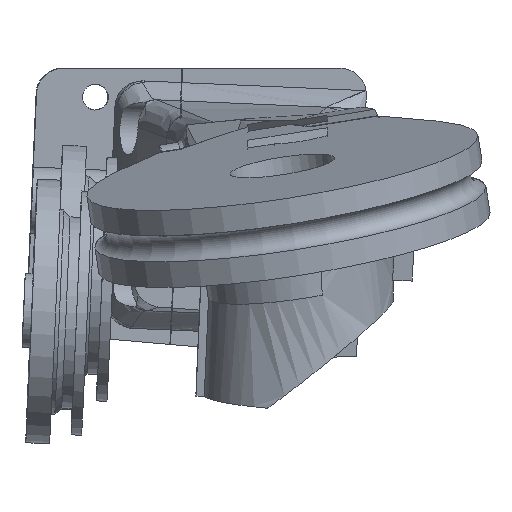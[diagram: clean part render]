
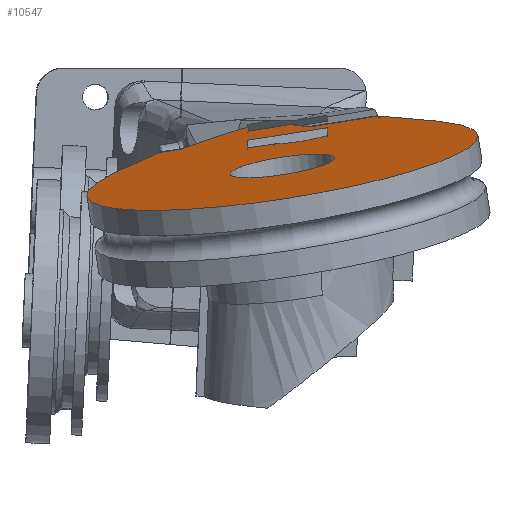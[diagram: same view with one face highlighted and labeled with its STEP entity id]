
A CAD part, left-side view. The second image highlights one B-rep face of the part: STEP entity #10547.
In plain terms, the highlighted face is planar.
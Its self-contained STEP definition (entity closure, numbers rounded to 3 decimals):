
#220=ELLIPSE('',#11377,3.311,3.202);
#294=FACE_BOUND('',#2147,.T.);
#295=FACE_BOUND('',#2148,.T.);
#537=B_SPLINE_CURVE_WITH_KNOTS('',3,(#19662,#19663,#19664,#19665,#19666,
#19667),.UNSPECIFIED.,.F.,.F.,(4,2,4),(0.,0.189,
0.422),.UNSPECIFIED.);
#538=B_SPLINE_CURVE_WITH_KNOTS('',3,(#19673,#19674,#19675,#19676,#19677,
#19678,#19679,#19680),.UNSPECIFIED.,.F.,.F.,(4,2,2,4),(0.,
0.35,0.609,0.808),.UNSPECIFIED.);
#539=B_SPLINE_CURVE_WITH_KNOTS('',3,(#19684,#19685,#19686,#19687),
 .UNSPECIFIED.,.F.,.F.,(4,4),(-1.651,0.),.UNSPECIFIED.);
#540=B_SPLINE_CURVE_WITH_KNOTS('',3,(#19691,#19692,#19693,#19694,#19695,
#19696,#19697,#19698,#19699,#19700,#19701),.UNSPECIFIED.,.F.,.F.,(4,1,1,
1,1,1,1,1,4),(0.,0.125,0.25,0.375,0.5,0.625,0.75,0.875,1.),
 .UNSPECIFIED.);
#881=CIRCLE('',#11376,15.);
#882=CIRCLE('',#11378,4.);
#1550=FACE_OUTER_BOUND('',#2146,.T.);
#2146=EDGE_LOOP('',(#7859,#7860,#7861,#7862,#7863,#7864,#7865,#7866,#7867));
#2147=EDGE_LOOP('',(#7868,#7869,#7870,#7871,#7872));
#2148=EDGE_LOOP('',(#7873));
#2885=LINE('',#19669,#3672);
#2886=LINE('',#19671,#3673);
#2887=LINE('',#19682,#3674);
#2888=LINE('',#19702,#3675);
#2889=LINE('',#19705,#3676);
#2890=LINE('',#19709,#3677);
#2891=LINE('',#19711,#3678);
#2892=LINE('',#19712,#3679);
#3672=VECTOR('',#12935,3.221);
#3673=VECTOR('',#12936,1.793);
#3674=VECTOR('',#12937,1.586);
#3675=VECTOR('',#12940,5.353);
#3676=VECTOR('',#12941,3.551);
#3677=VECTOR('',#12944,2.04);
#3678=VECTOR('',#12945,3.551);
#3679=VECTOR('',#12946,6.121);
#4543=VERTEX_POINT('',#19660);
#4544=VERTEX_POINT('',#19661);
#4545=VERTEX_POINT('',#19668);
#4546=VERTEX_POINT('',#19670);
#4547=VERTEX_POINT('',#19672);
#4548=VERTEX_POINT('',#19681);
#4549=VERTEX_POINT('',#19683);
#4550=VERTEX_POINT('',#19688);
#4551=VERTEX_POINT('',#19690);
#4552=VERTEX_POINT('',#19703);
#4553=VERTEX_POINT('',#19704);
#4554=VERTEX_POINT('',#19706);
#4555=VERTEX_POINT('',#19708);
#4556=VERTEX_POINT('',#19710);
#4557=VERTEX_POINT('',#19713);
#5762=EDGE_CURVE('',#4543,#4544,#537,.T.);
#5763=EDGE_CURVE('',#4543,#4545,#2885,.T.);
#5764=EDGE_CURVE('',#4546,#4545,#2886,.T.);
#5765=EDGE_CURVE('',#4547,#4546,#538,.T.);
#5766=EDGE_CURVE('',#4548,#4547,#2887,.T.);
#5767=EDGE_CURVE('',#4548,#4549,#539,.T.);
#5768=EDGE_CURVE('',#4549,#4550,#881,.T.);
#5769=EDGE_CURVE('',#4550,#4551,#540,.F.);
#5770=EDGE_CURVE('',#4551,#4544,#2888,.T.);
#5771=EDGE_CURVE('',#4552,#4553,#2889,.T.);
#5772=EDGE_CURVE('',#4552,#4554,#220,.F.);
#5773=EDGE_CURVE('',#4554,#4555,#2890,.T.);
#5774=EDGE_CURVE('',#4556,#4555,#2891,.T.);
#5775=EDGE_CURVE('',#4556,#4553,#2892,.T.);
#5776=EDGE_CURVE('',#4557,#4557,#882,.T.);
#7859=ORIENTED_EDGE('',*,*,#5762,.F.);
#7860=ORIENTED_EDGE('',*,*,#5763,.T.);
#7861=ORIENTED_EDGE('',*,*,#5764,.F.);
#7862=ORIENTED_EDGE('',*,*,#5765,.F.);
#7863=ORIENTED_EDGE('',*,*,#5766,.F.);
#7864=ORIENTED_EDGE('',*,*,#5767,.T.);
#7865=ORIENTED_EDGE('',*,*,#5768,.T.);
#7866=ORIENTED_EDGE('',*,*,#5769,.T.);
#7867=ORIENTED_EDGE('',*,*,#5770,.T.);
#7868=ORIENTED_EDGE('',*,*,#5771,.F.);
#7869=ORIENTED_EDGE('',*,*,#5772,.T.);
#7870=ORIENTED_EDGE('',*,*,#5773,.T.);
#7871=ORIENTED_EDGE('',*,*,#5774,.F.);
#7872=ORIENTED_EDGE('',*,*,#5775,.T.);
#7873=ORIENTED_EDGE('',*,*,#5776,.F.);
#10182=PLANE('',#11375);
#10547=ADVANCED_FACE('',(#1550,#294,#295),#10182,.T.);
#11375=AXIS2_PLACEMENT_3D('',#19659,#12933,#12934);
#11376=AXIS2_PLACEMENT_3D('',#19689,#12938,#12939);
#11377=AXIS2_PLACEMENT_3D('',#19707,#12942,#12943);
#11378=AXIS2_PLACEMENT_3D('',#19714,#12947,#12948);
#12933=DIRECTION('center_axis',(0.165,-0.195,0.967));
#12934=DIRECTION('ref_axis',(0.986,0.,-0.168));
#12935=DIRECTION('',(0.,-0.98,-0.198));
#12936=DIRECTION('',(0.986,0.,-0.168));
#12937=DIRECTION('',(0.,0.98,0.198));
#12938=DIRECTION('center_axis',(0.165,-0.195,0.967));
#12939=DIRECTION('ref_axis',(0.,-0.98,-0.198));
#12940=DIRECTION('',(0.,-0.98,-0.198));
#12941=DIRECTION('',(-0.986,0.,0.168));
#12942=DIRECTION('center_axis',(0.165,-0.195,0.967));
#12943=DIRECTION('ref_axis',(0.625,-0.738,-0.255));
#12944=DIRECTION('',(0.,-0.98,-0.198));
#12945=DIRECTION('',(0.986,0.,-0.168));
#12946=DIRECTION('',(0.,0.98,0.198));
#12947=DIRECTION('center_axis',(0.165,-0.195,0.967));
#12948=DIRECTION('ref_axis',(0.,-0.98,-0.198));
#19659=CARTESIAN_POINT('Origin',(80.495,3.165,3.4));
#19660=CARTESIAN_POINT('',(62.6,3.657,6.555));
#19661=CARTESIAN_POINT('',(64.986,5.12,6.442));
#19662=CARTESIAN_POINT('Ctrl Pts',(62.6,3.657,6.555));
#19663=CARTESIAN_POINT('Ctrl Pts',(63.108,4.029,6.543));
#19664=CARTESIAN_POINT('Ctrl Pts',(63.499,4.255,6.522));
#19665=CARTESIAN_POINT('Ctrl Pts',(64.118,4.611,6.488));
#19666=CARTESIAN_POINT('Ctrl Pts',(64.572,4.871,6.463));
#19667=CARTESIAN_POINT('Ctrl Pts',(64.986,5.12,6.442));
#19668=CARTESIAN_POINT('',(62.6,0.5,5.918));
#19669=CARTESIAN_POINT('',(62.6,3.657,6.555));
#19670=CARTESIAN_POINT('',(60.832,0.5,6.22));
#19671=CARTESIAN_POINT('',(60.832,0.5,6.22));
#19672=CARTESIAN_POINT('',(65.969,-4.587,4.317));
#19673=CARTESIAN_POINT('Ctrl Pts',(65.969,-4.587,4.317));
#19674=CARTESIAN_POINT('Ctrl Pts',(65.105,-3.861,4.611));
#19675=CARTESIAN_POINT('Ctrl Pts',(64.04,-2.941,4.978));
#19676=CARTESIAN_POINT('Ctrl Pts',(62.623,-1.655,5.479));
#19677=CARTESIAN_POINT('Ctrl Pts',(62.032,-1.094,5.694));
#19678=CARTESIAN_POINT('Ctrl Pts',(61.249,-0.203,
6.007));
#19679=CARTESIAN_POINT('Ctrl Pts',(60.993,0.152,6.122));
#19680=CARTESIAN_POINT('Ctrl Pts',(60.832,0.5,6.22));
#19681=CARTESIAN_POINT('',(65.969,-6.142,4.004));
#19682=CARTESIAN_POINT('',(65.969,-6.142,4.004));
#19683=CARTESIAN_POINT('',(80.495,-11.539,0.436));
#19684=CARTESIAN_POINT('Ctrl Pts',(65.969,-6.142,4.004));
#19685=CARTESIAN_POINT('Ctrl Pts',(70.042,-8.615,2.81));
#19686=CARTESIAN_POINT('Ctrl Pts',(74.564,-11.735,1.409));
#19687=CARTESIAN_POINT('Ctrl Pts',(80.495,-11.539,0.436));
#19688=CARTESIAN_POINT('',(80.495,17.869,6.365));
#19689=CARTESIAN_POINT('Origin',(80.495,3.165,3.4));
#19690=CARTESIAN_POINT('',(64.985,10.367,7.5));
#19691=CARTESIAN_POINT('Ctrl Pts',(64.986,10.367,7.5));
#19692=CARTESIAN_POINT('Ctrl Pts',(65.607,10.755,7.472));
#19693=CARTESIAN_POINT('Ctrl Pts',(66.81,11.594,7.436));
#19694=CARTESIAN_POINT('Ctrl Pts',(68.572,12.908,7.4));
#19695=CARTESIAN_POINT('Ctrl Pts',(70.36,14.185,7.353));
#19696=CARTESIAN_POINT('Ctrl Pts',(72.202,15.35,7.273));
#19697=CARTESIAN_POINT('Ctrl Pts',(74.127,16.352,7.146));
#19698=CARTESIAN_POINT('Ctrl Pts',(76.153,17.149,6.961));
#19699=CARTESIAN_POINT('Ctrl Pts',(78.309,17.693,6.703));
#19700=CARTESIAN_POINT('Ctrl Pts',(79.762,17.845,6.486));
#19701=CARTESIAN_POINT('Ctrl Pts',(80.495,17.869,6.365));
#19702=CARTESIAN_POINT('',(64.986,10.367,7.5));
#19703=CARTESIAN_POINT('',(70.1,6.5,5.847));
#19704=CARTESIAN_POINT('',(66.6,6.5,6.445));
#19705=CARTESIAN_POINT('',(70.1,6.5,5.847));
#19706=CARTESIAN_POINT('',(70.1,2.5,5.041));
#19707=CARTESIAN_POINT('Origin',(67.6,4.5,5.871));
#19708=CARTESIAN_POINT('',(70.1,0.5,4.638));
#19709=CARTESIAN_POINT('',(70.1,2.5,5.041));
#19710=CARTESIAN_POINT('',(66.6,0.5,5.235));
#19711=CARTESIAN_POINT('',(66.6,0.5,5.235));
#19712=CARTESIAN_POINT('',(66.6,0.5,5.235));
#19713=CARTESIAN_POINT('',(80.495,7.086,4.191));
#19714=CARTESIAN_POINT('Origin',(80.495,3.165,3.4));
